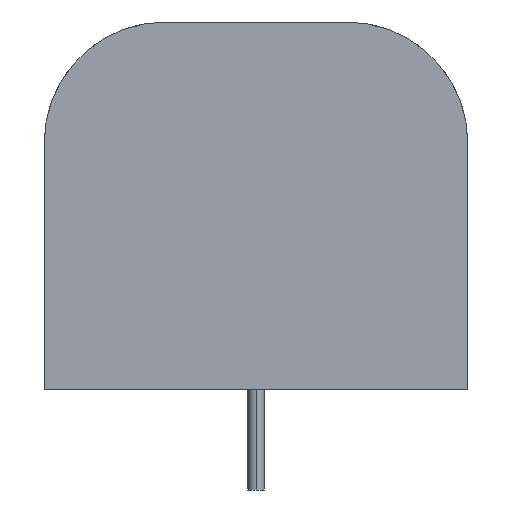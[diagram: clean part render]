
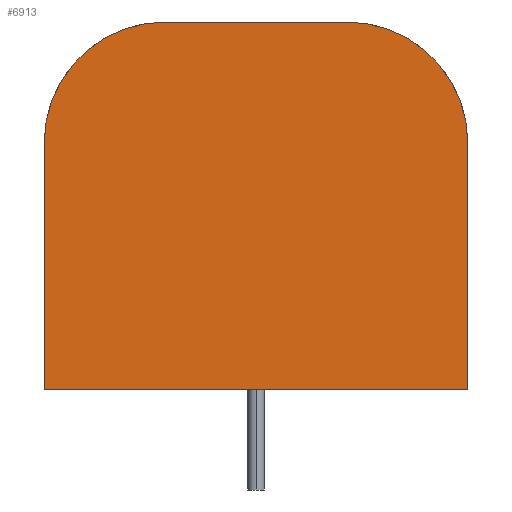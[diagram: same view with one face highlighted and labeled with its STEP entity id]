
A CAD part, left-side view. The second image highlights one B-rep face of the part: STEP entity #6913.
In plain terms, the highlighted planar face has unit normal (-1, 0, 0).
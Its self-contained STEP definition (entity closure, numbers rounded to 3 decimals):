
#229 = CARTESIAN_POINT ( 'NONE',  ( -37.75, -10.5, 12.2 ) ) ;
#503 = DIRECTION ( 'NONE',  ( 0., 0., -1. ) ) ;
#615 = CARTESIAN_POINT ( 'NONE',  ( -37.75, -4.5, 18.2 ) ) ;
#976 = DIRECTION ( 'NONE',  ( 0., 0., -1. ) ) ;
#1009 = ORIENTED_EDGE ( 'NONE', *, *, #4734, .T. ) ;
#1196 = DIRECTION ( 'NONE',  ( 0., 0., -1. ) ) ;
#1459 = EDGE_CURVE ( 'NONE', #17168, #13795, #15752, .T. ) ;
#1553 = ORIENTED_EDGE ( 'NONE', *, *, #2344, .T. ) ;
#1583 = DIRECTION ( 'NONE',  ( 0., -1., 0. ) ) ;
#1687 = EDGE_LOOP ( 'NONE', ( #10049, #1553, #8061, #1009, #3868, #14632 ) ) ;
#2317 = VERTEX_POINT ( 'NONE', #16573 ) ;
#2344 = EDGE_CURVE ( 'NONE', #17168, #16541, #10776, .T. ) ;
#2532 = EDGE_CURVE ( 'NONE', #16541, #2317, #15992, .T. ) ;
#2673 = CARTESIAN_POINT ( 'NONE',  ( -37.75, -10.5, 0. ) ) ;
#3128 = CARTESIAN_POINT ( 'NONE',  ( -37.75, 10.5, 18.2 ) ) ;
#3250 = VECTOR ( 'NONE', #1583, 1000. ) ;
#3868 = ORIENTED_EDGE ( 'NONE', *, *, #13698, .F. ) ;
#4324 = CARTESIAN_POINT ( 'NONE',  ( -37.75, -10.5, 18.2 ) ) ;
#4497 = CARTESIAN_POINT ( 'NONE',  ( -37.75, 10.5, 0. ) ) ;
#4734 = EDGE_CURVE ( 'NONE', #2317, #5914, #7713, .T. ) ;
#5149 = DIRECTION ( 'NONE',  ( -1., 0., 0. ) ) ;
#5914 = VERTEX_POINT ( 'NONE', #2673 ) ;
#5991 = VECTOR ( 'NONE', #16324, 1000. ) ;
#6530 = CARTESIAN_POINT ( 'NONE',  ( -37.75, 4.5, 12.2 ) ) ;
#6734 = AXIS2_PLACEMENT_3D ( 'NONE', #13804, #16680, #12232 ) ;
#6913 = ADVANCED_FACE ( 'NONE', ( #7128 ), #16312, .F. ) ;
#7128 = FACE_OUTER_BOUND ( 'NONE', #1687, .T. ) ;
#7713 = LINE ( 'NONE', #4497, #5991 ) ;
#8061 = ORIENTED_EDGE ( 'NONE', *, *, #2532, .T. ) ;
#8382 = CARTESIAN_POINT ( 'NONE',  ( -37.75, 10.5, 18.2 ) ) ;
#8563 = CARTESIAN_POINT ( 'NONE',  ( -37.75, 4.5, 18.2 ) ) ;
#8927 = AXIS2_PLACEMENT_3D ( 'NONE', #3128, #19126, #1196 ) ;
#10049 = ORIENTED_EDGE ( 'NONE', *, *, #1459, .F. ) ;
#10411 = DIRECTION ( 'NONE',  ( 0., 0., -1. ) ) ;
#10514 = VECTOR ( 'NONE', #10411, 1000. ) ;
#10776 = CIRCLE ( 'NONE', #14502, 6. ) ;
#11162 = CARTESIAN_POINT ( 'NONE',  ( -37.75, 10.5, 18.2 ) ) ;
#12232 = DIRECTION ( 'NONE',  ( 0., 0., -1. ) ) ;
#13698 = EDGE_CURVE ( 'NONE', #18779, #5914, #17591, .T. ) ;
#13795 = VERTEX_POINT ( 'NONE', #615 ) ;
#13804 = CARTESIAN_POINT ( 'NONE',  ( -37.75, -4.5, 12.2 ) ) ;
#14502 = AXIS2_PLACEMENT_3D ( 'NONE', #6530, #5149, #503 ) ;
#14632 = ORIENTED_EDGE ( 'NONE', *, *, #17346, .T. ) ;
#15348 = CARTESIAN_POINT ( 'NONE',  ( -37.75, 10.5, 12.2 ) ) ;
#15752 = LINE ( 'NONE', #8382, #3250 ) ;
#15992 = LINE ( 'NONE', #11162, #16023 ) ;
#16023 = VECTOR ( 'NONE', #976, 1000. ) ;
#16312 = PLANE ( 'NONE',  #8927 ) ;
#16322 = CIRCLE ( 'NONE', #6734, 6. ) ;
#16324 = DIRECTION ( 'NONE',  ( 0., -1., 0. ) ) ;
#16541 = VERTEX_POINT ( 'NONE', #15348 ) ;
#16573 = CARTESIAN_POINT ( 'NONE',  ( -37.75, 10.5, 0. ) ) ;
#16680 = DIRECTION ( 'NONE',  ( -1., 0., 0. ) ) ;
#17168 = VERTEX_POINT ( 'NONE', #8563 ) ;
#17346 = EDGE_CURVE ( 'NONE', #18779, #13795, #16322, .T. ) ;
#17591 = LINE ( 'NONE', #4324, #10514 ) ;
#18779 = VERTEX_POINT ( 'NONE', #229 ) ;
#19126 = DIRECTION ( 'NONE',  ( 1., 0., 0. ) ) ;
